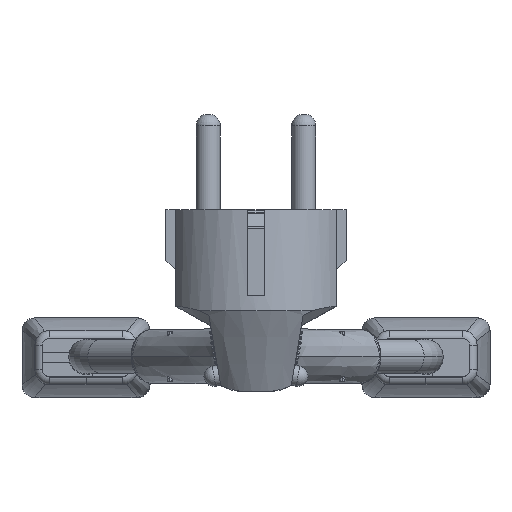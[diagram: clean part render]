
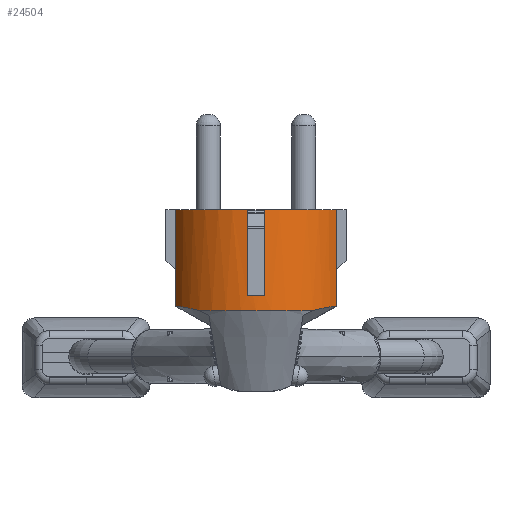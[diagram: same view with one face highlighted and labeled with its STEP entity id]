
A CAD part, top view. The second image highlights one B-rep face of the part: STEP entity #24504.
In plain terms, the highlighted cylindrical face has radius 18 mm (diameter 36 mm), a partial arc.
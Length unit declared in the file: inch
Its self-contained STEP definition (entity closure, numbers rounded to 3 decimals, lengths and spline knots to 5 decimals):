
#576 = LINE ( 'NONE', #26289, #9715 ) ;
#817 = B_SPLINE_CURVE_WITH_KNOTS ( 'NONE', 3,
 ( #21321, #8254, #10618, #1903, #4305, #25794, #21033, #23677, #12310, #12873, #3864, #14578, #14999, #5991, #8531, #6283, #21444, #14853, #2183, #10495 ),
 .UNSPECIFIED., .F., .F.,
 ( 4, 2, 2, 1, 1, 2, 2, 2, 2, 2, 4 ),
 ( 0., 0.25, 0.375, 0.4375, 0.46875, 0.48437, 0.5, 0.625, 0.6875, 0.75, 1. ),
 .UNSPECIFIED. ) ;
#909 = B_SPLINE_CURVE_WITH_KNOTS ( 'NONE', 3,
 ( #10662, #6319, #14894, #27793, #8564, #17143, #19533, #11351, #15304, #21901, #13472, #2902, #19937, #13199, #11213, #13058, #22038, #9267 ),
 .UNSPECIFIED., .F., .F.,
 ( 4, 2, 2, 2, 2, 1, 1, 2, 2, 4 ),
 ( 0., 0.125, 0.1875, 0.25, 0.375, 0.4375, 0.46875, 0.48438, 0.5, 1. ),
 .UNSPECIFIED. ) ;
#995 = CARTESIAN_POINT ( 'NONE',  ( 1.41732, -0.7053, 0.0689 ) ) ;
#1181 = VERTEX_POINT ( 'NONE', #8807 ) ;
#1255 = EDGE_CURVE ( 'NONE', #12098, #22072, #576, .T. ) ;
#1268 = ORIENTED_EDGE ( 'NONE', *, *, #12377, .T. ) ;
#1340 = ORIENTED_EDGE ( 'NONE', *, *, #27330, .T. ) ;
#1841 = VERTEX_POINT ( 'NONE', #22998 ) ;
#1903 = CARTESIAN_POINT ( 'NONE',  ( 0.77236, -0.49514, 0.50714 ) ) ;
#2183 = CARTESIAN_POINT ( 'NONE',  ( 0.75265, -0.34719, 0.61831 ) ) ;
#2468 = DIRECTION ( 'NONE',  ( 1., 0., 0. ) ) ;
#2902 = CARTESIAN_POINT ( 'NONE',  ( 0.76276, -0.44111, -0.55465 ) ) ;
#3100 = DIRECTION ( 'NONE',  ( -1., 0., 0. ) ) ;
#3192 = CARTESIAN_POINT ( 'NONE',  ( 0., -0.7053, 0.0689 ) ) ;
#3582 = DIRECTION ( 'NONE',  ( 0., 0., -1. ) ) ;
#3864 = CARTESIAN_POINT ( 'NONE',  ( 0.76426, -0.45083, 0.54677 ) ) ;
#4305 = CARTESIAN_POINT ( 'NONE',  ( 0.77053, -0.48626, 0.51566 ) ) ;
#4803 = DIRECTION ( 'NONE',  ( 1., 0., 0. ) ) ;
#5059 = ORIENTED_EDGE ( 'NONE', *, *, #27043, .T. ) ;
#5104 = VECTOR ( 'NONE', #3100, 39.37008 ) ;
#5230 = LINE ( 'NONE', #995, #5104 ) ;
#5556 = LINE ( 'NONE', #18072, #11952 ) ;
#5809 = CARTESIAN_POINT ( 'NONE',  ( 0.7874, 0., 0. ) ) ;
#5844 = CYLINDRICAL_SURFACE ( 'NONE', #24766, 0.70866 ) ;
#5991 = CARTESIAN_POINT ( 'NONE',  ( 0.75924, -0.4151, 0.57439 ) ) ;
#6208 = CARTESIAN_POINT ( 'NONE',  ( 0.7874, -0.55373, -0.44225 ) ) ;
#6283 = CARTESIAN_POINT ( 'NONE',  ( 0.75746, -0.39979, 0.58516 ) ) ;
#6319 = CARTESIAN_POINT ( 'NONE',  ( 0.75204, -0.33591, -0.62412 ) ) ;
#6948 = CIRCLE ( 'NONE', #7374, 0.70866 ) ;
#7102 = DIRECTION ( 'NONE',  ( 1., 0., 0. ) ) ;
#7275 = CARTESIAN_POINT ( 'NONE',  ( 0., -0.32465, -0.62992 ) ) ;
#7374 = AXIS2_PLACEMENT_3D ( 'NONE', #8810, #7102, #17652 ) ;
#7964 = FACE_OUTER_BOUND ( 'NONE', #8990, .T. ) ;
#8232 = ORIENTED_EDGE ( 'NONE', *, *, #22624, .T. ) ;
#8254 = CARTESIAN_POINT ( 'NONE',  ( 0.78256, -0.53793, 0.46204 ) ) ;
#8287 = VERTEX_POINT ( 'NONE', #3192 ) ;
#8448 = EDGE_CURVE ( 'NONE', #26747, #22419, #909, .T. ) ;
#8531 = CARTESIAN_POINT ( 'NONE',  ( 0.75862, -0.41003, 0.57803 ) ) ;
#8564 = CARTESIAN_POINT ( 'NONE',  ( 0.75443, -0.36845, -0.60538 ) ) ;
#8668 = CIRCLE ( 'NONE', #14021, 0.70866 ) ;
#8807 = CARTESIAN_POINT ( 'NONE',  ( 0., -0.32465, 0.62992 ) ) ;
#8810 = CARTESIAN_POINT ( 'NONE',  ( 0., 0., 0. ) ) ;
#8990 = EDGE_LOOP ( 'NONE', ( #26369, #5059, #24846, #22413, #27634, #8232, #1340, #1268, #16420, #21213 ) ) ;
#9027 = CARTESIAN_POINT ( 'NONE',  ( 0.66929, -0.7053, 0.0689 ) ) ;
#9267 = CARTESIAN_POINT ( 'NONE',  ( 0.7874, -0.55373, -0.44225 ) ) ;
#9655 = VECTOR ( 'NONE', #19044, 39.37008 ) ;
#9704 = CARTESIAN_POINT ( 'NONE',  ( 0., -0.7053, -0.0689 ) ) ;
#9715 = VECTOR ( 'NONE', #11807, 39.37008 ) ;
#10127 = VERTEX_POINT ( 'NONE', #7275 ) ;
#10495 = CARTESIAN_POINT ( 'NONE',  ( 0.75143, -0.32465, 0.62992 ) ) ;
#10618 = CARTESIAN_POINT ( 'NONE',  ( 0.77819, -0.52124, 0.48075 ) ) ;
#10619 = CARTESIAN_POINT ( 'NONE',  ( 0.75143, -0.32465, 0.62992 ) ) ;
#10662 = CARTESIAN_POINT ( 'NONE',  ( 0.75143, -0.32465, -0.62992 ) ) ;
#10750 = EDGE_CURVE ( 'NONE', #13167, #22072, #26567, .T. ) ;
#11066 = AXIS2_PLACEMENT_3D ( 'NONE', #21869, #2468, #20036 ) ;
#11213 = CARTESIAN_POINT ( 'NONE',  ( 0.76388, -0.44841, -0.54876 ) ) ;
#11351 = CARTESIAN_POINT ( 'NONE',  ( 0.75742, -0.39979, -0.58526 ) ) ;
#11568 = DIRECTION ( 'NONE',  ( 0., 0., -1. ) ) ;
#11807 = DIRECTION ( 'NONE',  ( 1., 0., 0. ) ) ;
#11821 = EDGE_CURVE ( 'NONE', #13167, #8287, #5230, .T. ) ;
#11952 = VECTOR ( 'NONE', #22683, 39.37008 ) ;
#12098 = VERTEX_POINT ( 'NONE', #9704 ) ;
#12310 = CARTESIAN_POINT ( 'NONE',  ( 0.76481, -0.45429, 0.5439 ) ) ;
#12377 = EDGE_CURVE ( 'NONE', #1181, #8287, #22737, .T. ) ;
#12391 = EDGE_CURVE ( 'NONE', #26747, #10127, #5556, .T. ) ;
#12557 = CARTESIAN_POINT ( 'NONE',  ( 1.41732, -0.32465, 0.62992 ) ) ;
#12873 = CARTESIAN_POINT ( 'NONE',  ( 0.76444, -0.45196, 0.54583 ) ) ;
#13058 = CARTESIAN_POINT ( 'NONE',  ( 0.76993, -0.48697, -0.51711 ) ) ;
#13115 = CARTESIAN_POINT ( 'NONE',  ( 0.66929, -0.7053, -0.0689 ) ) ;
#13167 = VERTEX_POINT ( 'NONE', #9027 ) ;
#13199 = CARTESIAN_POINT ( 'NONE',  ( 0.76368, -0.44717, -0.54977 ) ) ;
#13472 = CARTESIAN_POINT ( 'NONE',  ( 0.76151, -0.43255, -0.5614 ) ) ;
#14021 = AXIS2_PLACEMENT_3D ( 'NONE', #5809, #16223, #11568 ) ;
#14578 = CARTESIAN_POINT ( 'NONE',  ( 0.76256, -0.44001, 0.55565 ) ) ;
#14853 = CARTESIAN_POINT ( 'NONE',  ( 0.7543, -0.36879, 0.60564 ) ) ;
#14894 = CARTESIAN_POINT ( 'NONE',  ( 0.75276, -0.34694, -0.61805 ) ) ;
#14999 = CARTESIAN_POINT ( 'NONE',  ( 0.76116, -0.43017, 0.5633 ) ) ;
#15304 = CARTESIAN_POINT ( 'NONE',  ( 0.75859, -0.41003, -0.57813 ) ) ;
#16223 = DIRECTION ( 'NONE',  ( 1., 0., 0. ) ) ;
#16402 = CARTESIAN_POINT ( 'NONE',  ( 1.41732, 0., 0. ) ) ;
#16420 = ORIENTED_EDGE ( 'NONE', *, *, #11821, .F. ) ;
#16648 = LINE ( 'NONE', #12557, #9655 ) ;
#17143 = CARTESIAN_POINT ( 'NONE',  ( 0.75536, -0.37899, -0.59884 ) ) ;
#17652 = DIRECTION ( 'NONE',  ( 0., 0., -1. ) ) ;
#18072 = CARTESIAN_POINT ( 'NONE',  ( 1.41732, -0.32465, -0.62992 ) ) ;
#18650 = DIRECTION ( 'NONE',  ( 1., 0., 0. ) ) ;
#19044 = DIRECTION ( 'NONE',  ( -1., 0., 0. ) ) ;
#19452 = AXIS2_PLACEMENT_3D ( 'NONE', #26010, #4803, #25610 ) ;
#19533 = CARTESIAN_POINT ( 'NONE',  ( 0.75585, -0.38413, -0.59555 ) ) ;
#19937 = CARTESIAN_POINT ( 'NONE',  ( 0.76331, -0.44475, -0.55173 ) ) ;
#20036 = DIRECTION ( 'NONE',  ( 0., 0., -1. ) ) ;
#21033 = CARTESIAN_POINT ( 'NONE',  ( 0.76674, -0.46585, 0.53409 ) ) ;
#21213 = ORIENTED_EDGE ( 'NONE', *, *, #10750, .T. ) ;
#21321 = CARTESIAN_POINT ( 'NONE',  ( 0.7874, -0.55373, 0.44225 ) ) ;
#21444 = CARTESIAN_POINT ( 'NONE',  ( 0.7569, -0.39455, 0.5887 ) ) ;
#21869 = CARTESIAN_POINT ( 'NONE',  ( 0., 0., 0. ) ) ;
#21901 = CARTESIAN_POINT ( 'NONE',  ( 0.76051, -0.42509, -0.56704 ) ) ;
#22038 = CARTESIAN_POINT ( 'NONE',  ( 0.77771, -0.52211, -0.48184 ) ) ;
#22072 = VERTEX_POINT ( 'NONE', #13115 ) ;
#22413 = ORIENTED_EDGE ( 'NONE', *, *, #8448, .T. ) ;
#22419 = VERTEX_POINT ( 'NONE', #6208 ) ;
#22624 = EDGE_CURVE ( 'NONE', #1841, #26837, #817, .T. ) ;
#22683 = DIRECTION ( 'NONE',  ( -1., 0., 0. ) ) ;
#22737 = CIRCLE ( 'NONE', #11066, 0.70866 ) ;
#22998 = CARTESIAN_POINT ( 'NONE',  ( 0.7874, -0.55373, 0.44225 ) ) ;
#23677 = CARTESIAN_POINT ( 'NONE',  ( 0.76538, -0.45777, 0.54098 ) ) ;
#24504 = ADVANCED_FACE ( 'NONE', ( #7964 ), #5844, .T. ) ;
#24766 = AXIS2_PLACEMENT_3D ( 'NONE', #16402, #18650, #3582 ) ;
#24841 = CARTESIAN_POINT ( 'NONE',  ( 0.75143, -0.32465, -0.62992 ) ) ;
#24846 = ORIENTED_EDGE ( 'NONE', *, *, #12391, .F. ) ;
#24907 = EDGE_CURVE ( 'NONE', #1841, #22419, #8668, .T. ) ;
#25610 = DIRECTION ( 'NONE',  ( 0., 0., 1. ) ) ;
#25794 = CARTESIAN_POINT ( 'NONE',  ( 0.76798, -0.47269, 0.52801 ) ) ;
#26010 = CARTESIAN_POINT ( 'NONE',  ( 0.66929, 0., 0. ) ) ;
#26289 = CARTESIAN_POINT ( 'NONE',  ( 1.41732, -0.7053, -0.0689 ) ) ;
#26369 = ORIENTED_EDGE ( 'NONE', *, *, #1255, .F. ) ;
#26567 = CIRCLE ( 'NONE', #19452, 0.70866 ) ;
#26747 = VERTEX_POINT ( 'NONE', #24841 ) ;
#26837 = VERTEX_POINT ( 'NONE', #10619 ) ;
#27043 = EDGE_CURVE ( 'NONE', #12098, #10127, #6948, .T. ) ;
#27330 = EDGE_CURVE ( 'NONE', #26837, #1181, #16648, .T. ) ;
#27634 = ORIENTED_EDGE ( 'NONE', *, *, #24907, .F. ) ;
#27793 = CARTESIAN_POINT ( 'NONE',  ( 0.75399, -0.36312, -0.60859 ) ) ;
